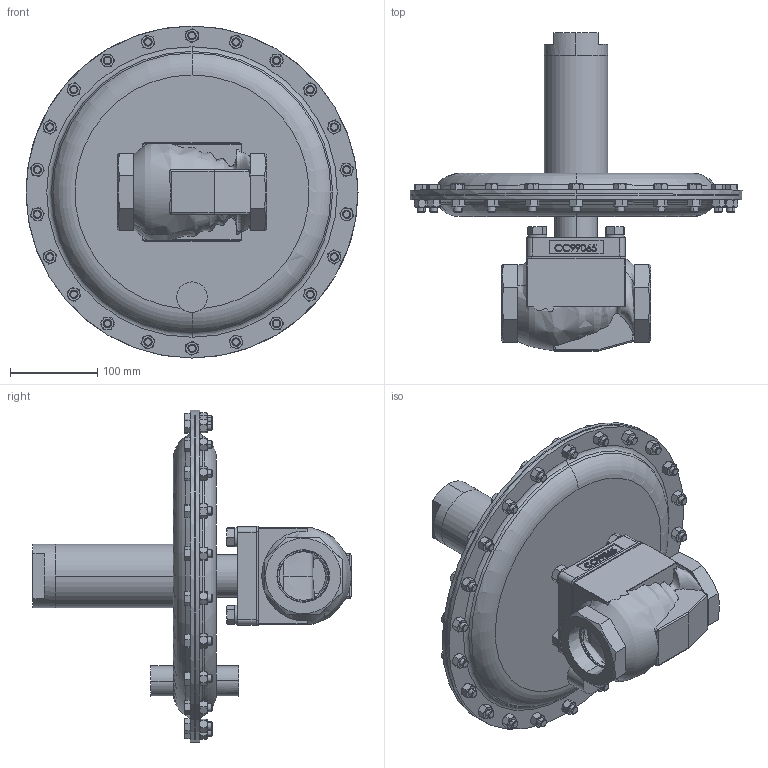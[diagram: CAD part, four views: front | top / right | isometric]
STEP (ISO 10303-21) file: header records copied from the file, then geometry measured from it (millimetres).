
FILE_DESCRIPTION (( 'STEP AP203' ), '1' );
FILE_NAME ('608-200-BR+CS+S6-PT.STEP', '2017-09-08T16:46:33', ( '' ), ( '' ), 'SwSTEP 2.0', 'SolidWorks 2014', '' );
FILE_SCHEMA (( 'CONFIG_CONTROL_DESIGN' ));
Products named in the file (1): 608-200-BR+CS+S6-PT
Bounding box: 381 x 364.97 x 381 mm (x, y, z)
Volume: 6474858.1 mm3; surface area: 444538.6 mm2
Topology: 1 solids, 1 shells, 1217 faces, 2843 edges, 1726 vertices
Faces by surface type: plane 524, cone 476, cylinder 105, bspline 104, torus 6, sphere 2
Entity records: 61312 total; most frequent: CARTESIAN_POINT 35595, ORIENTED_EDGE 5684, DIRECTION 4650, EDGE_CURVE 2842, AXIS2_PLACEMENT_3D 1820, VERTEX_POINT 1726, EDGE_LOOP 1324, ADVANCED_FACE 1217
